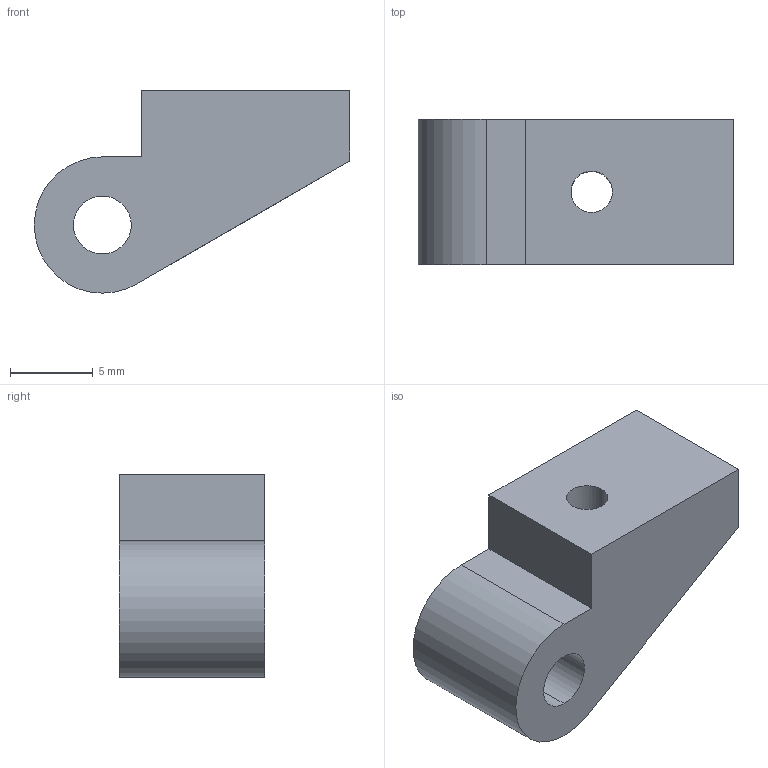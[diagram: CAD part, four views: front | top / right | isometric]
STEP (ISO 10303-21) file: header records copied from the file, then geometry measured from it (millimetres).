
FILE_DESCRIPTION (( 'STEP AP203' ), '1' );
FILE_NAME ('lower front-hinge-1 (Default).STEP', '2021-11-19T22:21:29', ( '' ), ( '' ), 'SwSTEP 2.0', 'SolidWorks 2020', '' );
FILE_SCHEMA (( 'CONFIG_CONTROL_DESIGN' ));
Length unit declared in the file: millimetre
Products named in the file (1): lower front-hinge-1 (Default)
Bounding box: 19.1 x 8.8 x 12.25 mm (x, y, z)
Volume: 1146.9 mm3; surface area: 898 mm2
Topology: 1 solids, 1 shells, 12 faces, 30 edges, 20 vertices
Faces by surface type: plane 7, cylinder 5
Entity records: 447 total; most frequent: CARTESIAN_POINT 69, DIRECTION 62, ORIENTED_EDGE 60, EDGE_CURVE 30, AXIS2_PLACEMENT_3D 21, LINE 20, VECTOR 20, VERTEX_POINT 20
